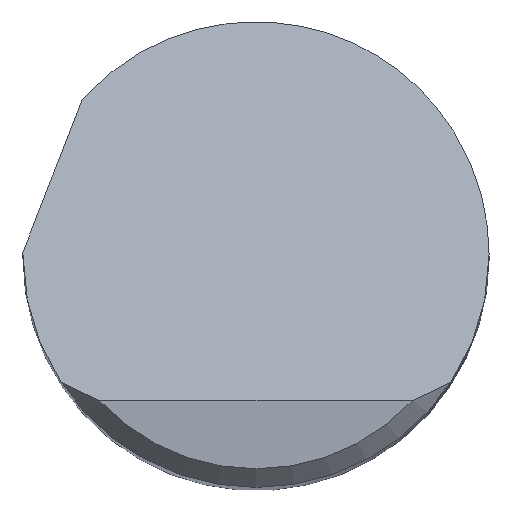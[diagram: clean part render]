
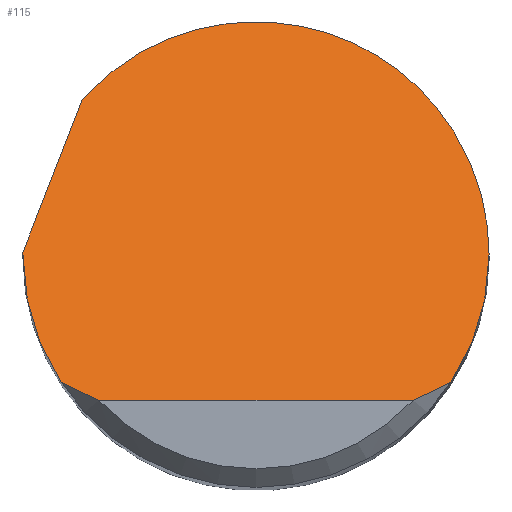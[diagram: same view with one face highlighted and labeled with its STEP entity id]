
A CAD part, top view. The second image highlights one B-rep face of the part: STEP entity #115.
In plain terms, the highlighted planar face has unit normal (0, 0.707, 0.707).
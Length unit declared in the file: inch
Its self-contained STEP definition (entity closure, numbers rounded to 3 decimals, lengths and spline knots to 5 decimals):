
#8 =( BOUNDED_CURVE ( )  B_SPLINE_CURVE ( 3, ( #606, #253, #67, #446 ),
 .UNSPECIFIED., .F., .F. ) 
 B_SPLINE_CURVE_WITH_KNOTS ( ( 4, 4 ),
 ( 4.71239, 4.72306 ),
 .UNSPECIFIED. ) 
 CURVE ( )  GEOMETRIC_REPRESENTATION_ITEM ( )  RATIONAL_B_SPLINE_CURVE ( ( 1., 1., 1., 1. ) ) 
 REPRESENTATION_ITEM ( '' )  );
#9 = DIRECTION ( 'NONE',  ( 0., -0.707, -0.707 ) ) ;
#37 = VERTEX_POINT ( 'NONE', #171 ) ;
#47 = CARTESIAN_POINT ( 'NONE',  ( -0.157, -0.1025, 2.485 ) ) ;
#52 = EDGE_CURVE ( 'NONE', #332, #737, #8, .T. ) ;
#63 = CARTESIAN_POINT ( 'NONE',  ( -0.1875, -0.1175, 2.5 ) ) ;
#67 = CARTESIAN_POINT ( 'NONE',  ( -0.1875, 0.00133, 2.38117 ) ) ;
#70 = CARTESIAN_POINT ( 'NONE',  ( 0.1369, -0.11288, 2.49538 ) ) ;
#85 =( BOUNDED_CURVE ( )  B_SPLINE_CURVE ( 3, ( #256, #448, #613, #452 ),
 .UNSPECIFIED., .F., .F. ) 
 B_SPLINE_CURVE_WITH_KNOTS ( ( 4, 4 ),
 ( 1.5708, 2.14917 ),
 .UNSPECIFIED. ) 
 CURVE ( )  GEOMETRIC_REPRESENTATION_ITEM ( )  RATIONAL_B_SPLINE_CURVE ( ( 1., 0.972, 0.972, 1. ) ) 
 REPRESENTATION_ITEM ( '' )  );
#96 = EDGE_CURVE ( 'NONE', #37, #637, #472, .T. ) ;
#98 = CARTESIAN_POINT ( 'NONE',  ( -0.1875, 0., 2.3825 ) ) ;
#103 = ORIENTED_EDGE ( 'NONE', *, *, #393, .F. ) ;
#109 = PLANE ( 'NONE',  #421 ) ;
#110 = CARTESIAN_POINT ( 'NONE',  ( -0.18749, 0.002, 2.3805 ) ) ;
#115 = ADVANCED_FACE ( 'NONE', ( #657 ), #109, .F. ) ;
#139 = CARTESIAN_POINT ( 'NONE',  ( -0.157, -0.1025, 2.485 ) ) ;
#152 = EDGE_LOOP ( 'NONE', ( #578, #693, #103, #224, #346, #757, #380, #465 ) ) ;
#171 = CARTESIAN_POINT ( 'NONE',  ( 0.12629, -0.1175, 2.5 ) ) ;
#196 = CARTESIAN_POINT ( 'NONE',  ( -0.00341, 0.27733, 2.10517 ) ) ;
#222 = EDGE_CURVE ( 'NONE', #243, #37, #628, .T. ) ;
#224 = ORIENTED_EDGE ( 'NONE', *, *, #417, .F. ) ;
#236 = DIRECTION ( 'NONE',  ( 0., 0.707, -0.707 ) ) ;
#239 = CARTESIAN_POINT ( 'NONE',  ( 0.1875, 0., 2.3825 ) ) ;
#243 = VERTEX_POINT ( 'NONE', #564 ) ;
#253 = CARTESIAN_POINT ( 'NONE',  ( -0.1875, 0.00067, 2.38183 ) ) ;
#256 = CARTESIAN_POINT ( 'NONE',  ( 0.1875, 0., 2.3825 ) ) ;
#263 = EDGE_CURVE ( 'NONE', #603, #243, #671, .T. ) ;
#284 = CARTESIAN_POINT ( 'NONE',  ( -0.1369, -0.11288, 2.49538 ) ) ;
#305 = EDGE_CURVE ( 'NONE', #603, #332, #400, .T. ) ;
#314 = CARTESIAN_POINT ( 'NONE',  ( 0.157, -0.1025, 2.485 ) ) ;
#320 = VERTEX_POINT ( 'NONE', #435 ) ;
#324 = CARTESIAN_POINT ( 'NONE',  ( 0., -0.1175, 2.5 ) ) ;
#332 = VERTEX_POINT ( 'NONE', #418 ) ;
#340 = VECTOR ( 'NONE', #483, 39.37008 ) ;
#346 = ORIENTED_EDGE ( 'NONE', *, *, #740, .F. ) ;
#380 = ORIENTED_EDGE ( 'NONE', *, *, #305, .F. ) ;
#393 = EDGE_CURVE ( 'NONE', #320, #637, #85, .T. ) ;
#400 =( BOUNDED_CURVE ( )  B_SPLINE_CURVE ( 3, ( #470, #415, #640, #98 ),
 .UNSPECIFIED., .F., .F. ) 
 B_SPLINE_CURVE_WITH_KNOTS ( ( 4, 4 ),
 ( 4.13401, 4.71239 ),
 .UNSPECIFIED. ) 
 CURVE ( )  GEOMETRIC_REPRESENTATION_ITEM ( )  RATIONAL_B_SPLINE_CURVE ( ( 1., 0.972, 0.972, 1. ) ) 
 REPRESENTATION_ITEM ( '' )  );
#415 = CARTESIAN_POINT ( 'NONE',  ( -0.17704, -0.0718, 2.4543 ) ) ;
#417 = EDGE_CURVE ( 'NONE', #641, #320, #478, .T. ) ;
#418 = CARTESIAN_POINT ( 'NONE',  ( -0.1875, 0., 2.3825 ) ) ;
#421 = AXIS2_PLACEMENT_3D ( 'NONE', #63, #9, #236 ) ;
#435 = CARTESIAN_POINT ( 'NONE',  ( 0.1875, 0., 2.3825 ) ) ;
#446 = CARTESIAN_POINT ( 'NONE',  ( -0.18749, 0.002, 2.3805 ) ) ;
#448 = CARTESIAN_POINT ( 'NONE',  ( 0.1875, -0.03666, 2.41916 ) ) ;
#452 = CARTESIAN_POINT ( 'NONE',  ( 0.157, -0.1025, 2.485 ) ) ;
#465 = ORIENTED_EDGE ( 'NONE', *, *, #263, .T. ) ;
#470 = CARTESIAN_POINT ( 'NONE',  ( -0.157, -0.1025, 2.485 ) ) ;
#472 = B_SPLINE_CURVE_WITH_KNOTS ( 'NONE', 3,
 ( #546, #70, #504, #314 ),
 .UNSPECIFIED., .F., .F.,
 ( 4, 4 ),
 ( 0., 0.00095 ),
 .UNSPECIFIED. ) ;
#478 =( BOUNDED_CURVE ( )  B_SPLINE_CURVE ( 3, ( #505, #196, #503, #239 ),
 .UNSPECIFIED., .F., .F. ) 
 B_SPLINE_CURVE_WITH_KNOTS ( ( 4, 4 ),
 ( 5.44247, 7.85398 ),
 .UNSPECIFIED. ) 
 CURVE ( )  GEOMETRIC_REPRESENTATION_ITEM ( )  RATIONAL_B_SPLINE_CURVE ( ( 1., 0.571, 0.571, 1. ) ) 
 REPRESENTATION_ITEM ( '' )  );
#483 = DIRECTION ( 'NONE',  ( 0.265, 0.682, -0.682 ) ) ;
#485 = CARTESIAN_POINT ( 'NONE',  ( -0.13971, 0.12505, 2.25745 ) ) ;
#491 = CARTESIAN_POINT ( 'NONE',  ( 0.157, -0.1025, 2.485 ) ) ;
#503 = CARTESIAN_POINT ( 'NONE',  ( 0.1875, 0.20437, 2.17813 ) ) ;
#504 = CARTESIAN_POINT ( 'NONE',  ( 0.14711, -0.10785, 2.49035 ) ) ;
#505 = CARTESIAN_POINT ( 'NONE',  ( -0.13971, 0.12505, 2.25745 ) ) ;
#546 = CARTESIAN_POINT ( 'NONE',  ( 0.12629, -0.1175, 2.5 ) ) ;
#564 = CARTESIAN_POINT ( 'NONE',  ( -0.12629, -0.1175, 2.5 ) ) ;
#578 = ORIENTED_EDGE ( 'NONE', *, *, #222, .T. ) ;
#593 = LINE ( 'NONE', #706, #340 ) ;
#603 = VERTEX_POINT ( 'NONE', #139 ) ;
#606 = CARTESIAN_POINT ( 'NONE',  ( -0.1875, 0., 2.3825 ) ) ;
#613 = CARTESIAN_POINT ( 'NONE',  ( 0.17704, -0.0718, 2.4543 ) ) ;
#617 = VECTOR ( 'NONE', #687, 39.37008 ) ;
#628 = LINE ( 'NONE', #324, #617 ) ;
#637 = VERTEX_POINT ( 'NONE', #491 ) ;
#640 = CARTESIAN_POINT ( 'NONE',  ( -0.1875, -0.03666, 2.41916 ) ) ;
#641 = VERTEX_POINT ( 'NONE', #485 ) ;
#657 = FACE_OUTER_BOUND ( 'NONE', #152, .T. ) ;
#671 = B_SPLINE_CURVE_WITH_KNOTS ( 'NONE', 3,
 ( #47, #717, #284, #700 ),
 .UNSPECIFIED., .F., .F.,
 ( 4, 4 ),
 ( 0., 0.00095 ),
 .UNSPECIFIED. ) ;
#687 = DIRECTION ( 'NONE',  ( 1., 0., 0. ) ) ;
#693 = ORIENTED_EDGE ( 'NONE', *, *, #96, .T. ) ;
#700 = CARTESIAN_POINT ( 'NONE',  ( -0.12629, -0.1175, 2.5 ) ) ;
#706 = CARTESIAN_POINT ( 'NONE',  ( -0.23064, -0.10912, 2.49162 ) ) ;
#717 = CARTESIAN_POINT ( 'NONE',  ( -0.14711, -0.10785, 2.49035 ) ) ;
#737 = VERTEX_POINT ( 'NONE', #110 ) ;
#740 = EDGE_CURVE ( 'NONE', #737, #641, #593, .T. ) ;
#757 = ORIENTED_EDGE ( 'NONE', *, *, #52, .F. ) ;
